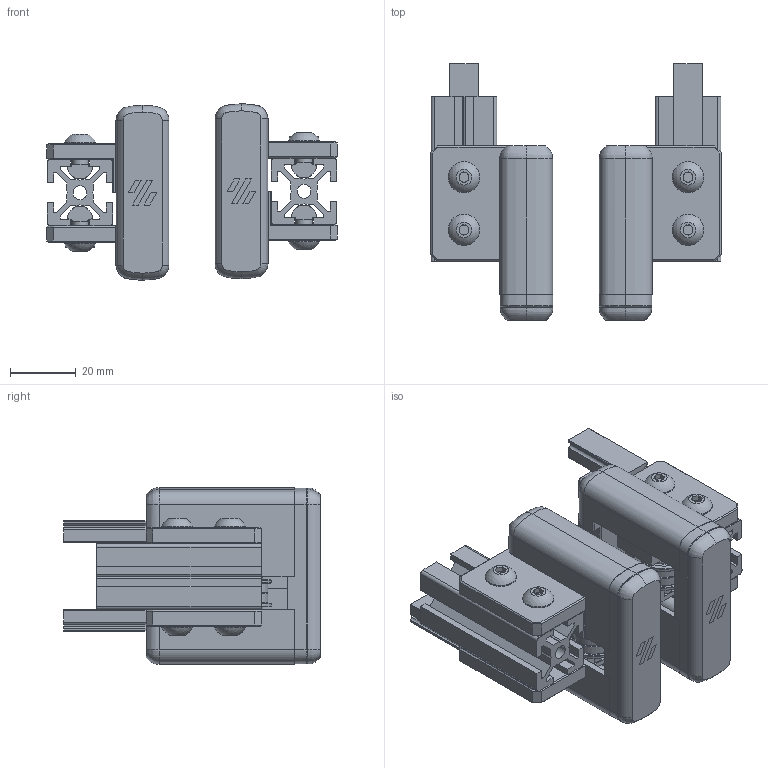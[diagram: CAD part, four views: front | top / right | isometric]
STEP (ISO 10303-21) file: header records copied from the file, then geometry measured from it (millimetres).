
FILE_DESCRIPTION(/* description */ (''),/* implementation_level */ '2;1');
FILE_NAME(/* name */ 'SBFI_Voron_Trident.step',/* time_stamp */ '2024-05-16T14:51:18+01:00',/* author */ (''),/* organization */ (''),/* preprocessor_version */ 'ST-DEVELOPER v20',/* originating_system */ 'Autodesk Translation Framework v13.14.0.145',/* authorisation */ '');
FILE_SCHEMA (('AUTOMOTIVE_DESIGN { 1 0 10303 214 3 1 1 }'));
Length unit declared in the file: millimetre
Products named in the file (4): BFI Trident Modified; Printable_Parts; Gantry; Fasteners
Assembly tree (6 placements, depth 2):
  BFI Trident Modified
    Printable_Parts  x2
    Gantry  x2
    Fasteners  x2
Bounding box: 88.18 x 77.92 x 53.55 mm (x, y, z)
Volume: 101298.4 mm3; surface area: 73388.9 mm2
Topology: 52 solids, 52 shells, 1416 faces, 3442 edges, 2186 vertices
Faces by surface type: plane 998, cylinder 190, cone 136, bspline 76, sphere 16
Full cylindrical faces by diameter (mm): 4.2 x10, 5 x22, 5.2 x8, 5.3 x4, 5.4 x8, 6.25 x8, 6.5 x8, 9.5 x12, 10 x4, 10.3 x4, 11.5 x8, 13 x4, 15 x4
Entity records: 31564 total; most frequent: CARTESIAN_POINT 14824, ORIENTED_EDGE 3430, DIRECTION 3299, EDGE_CURVE 1715, LINE 1251, VECTOR 1251, VERTEX_POINT 1093, AXIS2_PLACEMENT_3D 1024
